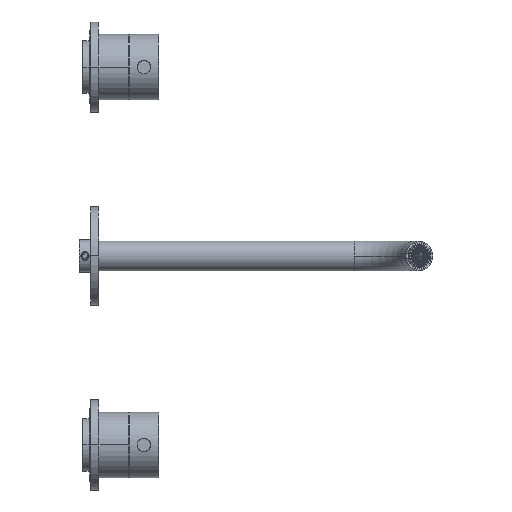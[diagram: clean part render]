
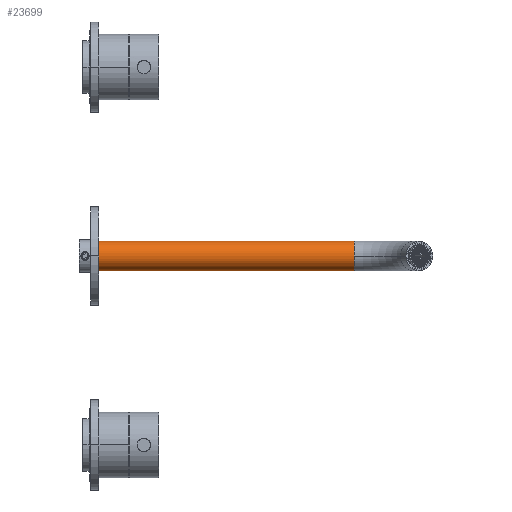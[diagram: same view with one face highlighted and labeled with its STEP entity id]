
A CAD part, front view. The second image highlights one B-rep face of the part: STEP entity #23699.
In plain terms, the highlighted cylindrical face has radius 9 mm (diameter 18 mm), a partial arc.
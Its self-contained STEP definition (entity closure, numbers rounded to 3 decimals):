
#2233 = DIRECTION ( 'NONE',  ( 1., 0., 0. ) ) ;
#2378 = ORIENTED_EDGE ( 'NONE', *, *, #10014, .F. ) ;
#2880 = ORIENTED_EDGE ( 'NONE', *, *, #11011, .F. ) ;
#3665 = EDGE_CURVE ( 'NONE', #21375, #13753, #7312, .T. ) ;
#4213 = VERTEX_POINT ( 'NONE', #20261 ) ;
#4531 = EDGE_CURVE ( 'NONE', #21375, #24995, #21198, .T. ) ;
#6002 = CIRCLE ( 'NONE', #20706, 9. ) ;
#6182 = CARTESIAN_POINT ( 'NONE',  ( 0., 0., 9. ) ) ;
#7249 = CARTESIAN_POINT ( 'NONE',  ( 0., 0., 0. ) ) ;
#7312 = LINE ( 'NONE', #6182, #8257 ) ;
#7358 = CIRCLE ( 'NONE', #24979, 9. ) ;
#7562 = CARTESIAN_POINT ( 'NONE',  ( 0., 0., 0. ) ) ;
#7694 = CARTESIAN_POINT ( 'NONE',  ( 0., 0., -9. ) ) ;
#8257 = VECTOR ( 'NONE', #2233, 1000. ) ;
#9533 = EDGE_CURVE ( 'NONE', #24995, #10272, #16972, .T. ) ;
#10014 = EDGE_CURVE ( 'NONE', #13753, #4213, #7358, .T. ) ;
#10272 = VERTEX_POINT ( 'NONE', #14716 ) ;
#11011 = EDGE_CURVE ( 'NONE', #4213, #10272, #6002, .T. ) ;
#11082 = DIRECTION ( 'NONE',  ( 0., 0., -1. ) ) ;
#13222 = CARTESIAN_POINT ( 'NONE',  ( 160.53, 0., 0. ) ) ;
#13753 = VERTEX_POINT ( 'NONE', #21254 ) ;
#13771 = DIRECTION ( 'NONE',  ( 0., 0., -1. ) ) ;
#13820 = ORIENTED_EDGE ( 'NONE', *, *, #9533, .T. ) ;
#13886 = AXIS2_PLACEMENT_3D ( 'NONE', #7562, #24253, #21856 ) ;
#14441 = CARTESIAN_POINT ( 'NONE',  ( 0., 0., -9. ) ) ;
#14716 = CARTESIAN_POINT ( 'NONE',  ( 160.53, 0., -9. ) ) ;
#14948 = CYLINDRICAL_SURFACE ( 'NONE', #20393, 9. ) ;
#15378 = DIRECTION ( 'NONE',  ( 0., 0., -1. ) ) ;
#15473 = CARTESIAN_POINT ( 'NONE',  ( 160.53, 0., 0. ) ) ;
#16217 = EDGE_LOOP ( 'NONE', ( #16925, #20613, #13820, #2880, #2378 ) ) ;
#16925 = ORIENTED_EDGE ( 'NONE', *, *, #3665, .F. ) ;
#16972 = LINE ( 'NONE', #7694, #19863 ) ;
#17603 = DIRECTION ( 'NONE',  ( 1., 0., 0. ) ) ;
#19564 = DIRECTION ( 'NONE',  ( 1., 0., 0. ) ) ;
#19600 = DIRECTION ( 'NONE',  ( 1., 0., 0. ) ) ;
#19863 = VECTOR ( 'NONE', #19600, 1000. ) ;
#20244 = CARTESIAN_POINT ( 'NONE',  ( 0., 0., 9. ) ) ;
#20261 = CARTESIAN_POINT ( 'NONE',  ( 160.53, -9., 0. ) ) ;
#20393 = AXIS2_PLACEMENT_3D ( 'NONE', #7249, #17603, #13771 ) ;
#20613 = ORIENTED_EDGE ( 'NONE', *, *, #4531, .T. ) ;
#20706 = AXIS2_PLACEMENT_3D ( 'NONE', #15473, #23874, #15378 ) ;
#21198 = CIRCLE ( 'NONE', #13886, 9. ) ;
#21254 = CARTESIAN_POINT ( 'NONE',  ( 160.53, 0., 9. ) ) ;
#21375 = VERTEX_POINT ( 'NONE', #20244 ) ;
#21856 = DIRECTION ( 'NONE',  ( 0., 0., -1. ) ) ;
#23699 = ADVANCED_FACE ( 'NONE', ( #26473 ), #14948, .T. ) ;
#23874 = DIRECTION ( 'NONE',  ( 1., 0., 0. ) ) ;
#24253 = DIRECTION ( 'NONE',  ( 1., 0., 0. ) ) ;
#24979 = AXIS2_PLACEMENT_3D ( 'NONE', #13222, #19564, #11082 ) ;
#24995 = VERTEX_POINT ( 'NONE', #14441 ) ;
#26473 = FACE_OUTER_BOUND ( 'NONE', #16217, .T. ) ;
